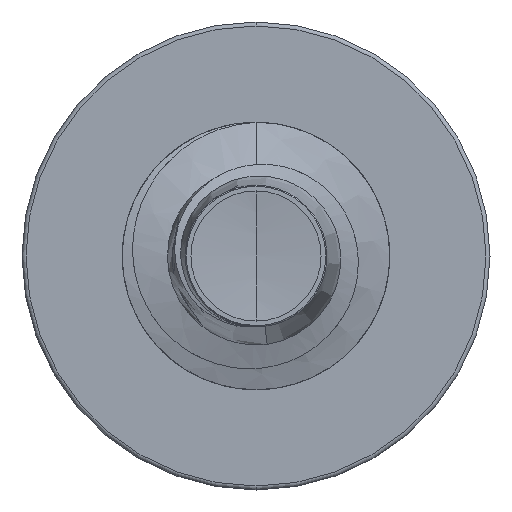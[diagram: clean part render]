
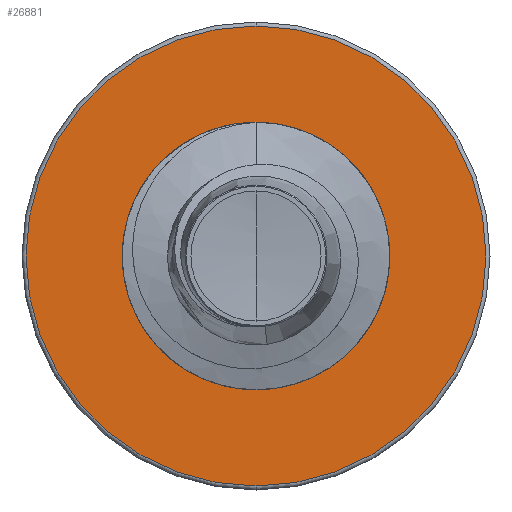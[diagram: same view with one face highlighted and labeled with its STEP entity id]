
A CAD part, front view. The second image highlights one B-rep face of the part: STEP entity #26881.
In plain terms, the highlighted planar face has unit normal (0, -1, 0).
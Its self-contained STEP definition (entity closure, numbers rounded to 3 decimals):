
#192 = AXIS2_PLACEMENT_3D ( 'NONE', #19253, #6667, #21123 ) ;
#200 = PLANE ( 'NONE',  #15226 ) ;
#429 = AXIS2_PLACEMENT_3D ( 'NONE', #25847, #14666, #946 ) ;
#577 = AXIS2_PLACEMENT_3D ( 'NONE', #736, #16530, #3156 ) ;
#736 = CARTESIAN_POINT ( 'NONE',  ( 0., 35., 0. ) ) ;
#946 = DIRECTION ( 'NONE',  ( 0., 0., 1. ) ) ;
#1867 = AXIS2_PLACEMENT_3D ( 'NONE', #13345, #26536, #15460 ) ;
#2632 = DIRECTION ( 'NONE',  ( 0., 1., 0. ) ) ;
#3156 = DIRECTION ( 'NONE',  ( 0., 0., 1. ) ) ;
#4705 = CIRCLE ( 'NONE', #192, 3.694 ) ;
#4726 = VERTEX_POINT ( 'NONE', #6466 ) ;
#6466 = CARTESIAN_POINT ( 'NONE',  ( 0., 35., 3.694 ) ) ;
#6667 = DIRECTION ( 'NONE',  ( 0., 1., 0. ) ) ;
#7841 = EDGE_LOOP ( 'NONE', ( #23136, #9117 ) ) ;
#9117 = ORIENTED_EDGE ( 'NONE', *, *, #24854, .T. ) ;
#9766 = CIRCLE ( 'NONE', #429, 3.694 ) ;
#10029 = FACE_OUTER_BOUND ( 'NONE', #24874, .T. ) ;
#12009 = CIRCLE ( 'NONE', #577, 6.88 ) ;
#13345 = CARTESIAN_POINT ( 'NONE',  ( 0., 35., 0. ) ) ;
#13921 = CARTESIAN_POINT ( 'NONE',  ( 0., 35., -3.694 ) ) ;
#14666 = DIRECTION ( 'NONE',  ( 0., 1., 0. ) ) ;
#15126 = CARTESIAN_POINT ( 'NONE',  ( 0., 35., -6.88 ) ) ;
#15226 = AXIS2_PLACEMENT_3D ( 'NONE', #13921, #2632, #17983 ) ;
#15460 = DIRECTION ( 'NONE',  ( 0., 0., 1. ) ) ;
#15538 = VERTEX_POINT ( 'NONE', #24904 ) ;
#16505 = ORIENTED_EDGE ( 'NONE', *, *, #22125, .F. ) ;
#16530 = DIRECTION ( 'NONE',  ( 0., 1., 0. ) ) ;
#17365 = VERTEX_POINT ( 'NONE', #18148 ) ;
#17983 = DIRECTION ( 'NONE',  ( 0., 0., 1. ) ) ;
#18148 = CARTESIAN_POINT ( 'NONE',  ( 0., 35., -3.694 ) ) ;
#19253 = CARTESIAN_POINT ( 'NONE',  ( 0., 35., 0. ) ) ;
#19711 = VERTEX_POINT ( 'NONE', #15126 ) ;
#20187 = CIRCLE ( 'NONE', #1867, 6.88 ) ;
#20848 = ORIENTED_EDGE ( 'NONE', *, *, #24717, .F. ) ;
#21123 = DIRECTION ( 'NONE',  ( 0., 0., 1. ) ) ;
#22020 = FACE_BOUND ( 'NONE', #7841, .T. ) ;
#22125 = EDGE_CURVE ( 'NONE', #19711, #15538, #20187, .T. ) ;
#23136 = ORIENTED_EDGE ( 'NONE', *, *, #25164, .T. ) ;
#24717 = EDGE_CURVE ( 'NONE', #15538, #19711, #12009, .T. ) ;
#24854 = EDGE_CURVE ( 'NONE', #17365, #4726, #9766, .T. ) ;
#24874 = EDGE_LOOP ( 'NONE', ( #20848, #16505 ) ) ;
#24904 = CARTESIAN_POINT ( 'NONE',  ( 0., 35., 6.88 ) ) ;
#25164 = EDGE_CURVE ( 'NONE', #4726, #17365, #4705, .T. ) ;
#25847 = CARTESIAN_POINT ( 'NONE',  ( 0., 35., 0. ) ) ;
#26536 = DIRECTION ( 'NONE',  ( 0., 1., 0. ) ) ;
#26881 = ADVANCED_FACE ( 'NONE', ( #10029, #22020 ), #200, .F. ) ;
